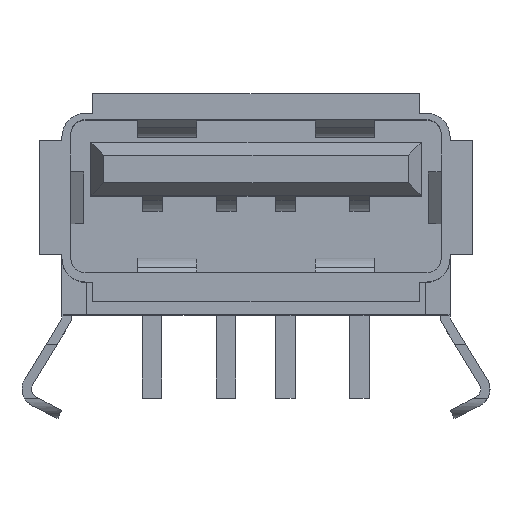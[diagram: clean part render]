
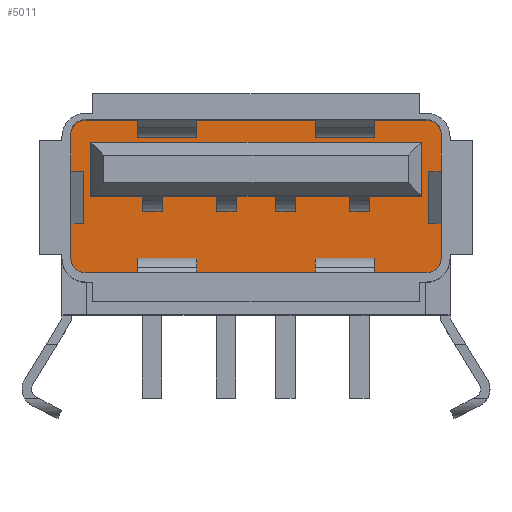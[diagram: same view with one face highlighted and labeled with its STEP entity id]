
A CAD part, top view. The second image highlights one B-rep face of the part: STEP entity #5011.
In plain terms, the highlighted planar face has unit normal (0, 0, 1).
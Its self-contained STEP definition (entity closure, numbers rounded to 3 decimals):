
#454 = CIRCLE ( 'NONE', #726, 0.48 ) ;
#726 = AXIS2_PLACEMENT_3D ( 'NONE', #7619, #7626, #7627 ) ;
#730 = VECTOR ( 'NONE', #7634, 1000. ) ;
#1763 = FACE_OUTER_BOUND ( 'NONE', #5217, .T. ) ;
#1767 = FACE_BOUND ( 'NONE', #5215, .T. ) ;
#1770 = AXIS2_PLACEMENT_3D ( 'NONE', #6865, #6866, #6867 ) ;
#2452 = LINE ( 'NONE', #2453, #10211 ) ;
#2453 = CARTESIAN_POINT ( 'NONE',  ( -5.575, 4.72, -1.8 ) ) ;
#2454 = DIRECTION ( 'NONE',  ( 0., -1., 0. ) ) ;
#2471 = LINE ( 'NONE', #2472, #10147 ) ;
#2472 = CARTESIAN_POINT ( 'NONE',  ( 5.575, 4.72, -1.8 ) ) ;
#2473 = DIRECTION ( 'NONE',  ( 0., 1., 0. ) ) ;
#2474 = LINE ( 'NONE', #2475, #10146 ) ;
#2475 = CARTESIAN_POINT ( 'NONE',  ( -5.575, 4.72, -1.8 ) ) ;
#2476 = DIRECTION ( 'NONE',  ( -1., 0., 0. ) ) ;
#2986 = EDGE_CURVE ( 'NONE', #5560, #5537, #2452, .T. ) ;
#2999 = EDGE_CURVE ( 'NONE', #5624, #5567, #2471, .T. ) ;
#3000 = EDGE_CURVE ( 'NONE', #5567, #5560, #2474, .T. ) ;
#3569 = VECTOR ( 'NONE', #7463, 1000. ) ;
#3660 = EDGE_CURVE ( 'NONE', #5545, #5581, #7856, .T. ) ;
#3661 = EDGE_CURVE ( 'NONE', #5565, #5545, #8114, .T. ) ;
#3662 = EDGE_CURVE ( 'NONE', #5572, #5565, #7855, .T. ) ;
#3878 = EDGE_CURVE ( 'NONE', #5581, #5558, #8155, .T. ) ;
#3879 = EDGE_CURVE ( 'NONE', #5558, #5556, #7854, .T. ) ;
#3880 = EDGE_CURVE ( 'NONE', #5556, #5570, #8165, .T. ) ;
#5011 = ADVANCED_FACE ( 'NONE', ( #1763, #1767 ), #6864, .T. ) ;
#5215 = EDGE_LOOP ( 'NONE', ( #6254, #6255, #6256, #6257 ) ) ;
#5217 = EDGE_LOOP ( 'NONE', ( #6245, #6237, #6249, #6248, #6250, #6251, #6252, #6253 ) ) ;
#5537 = VERTEX_POINT ( 'NONE', #9646 ) ;
#5545 = VERTEX_POINT ( 'NONE', #9654 ) ;
#5556 = VERTEX_POINT ( 'NONE', #9665 ) ;
#5558 = VERTEX_POINT ( 'NONE', #9667 ) ;
#5560 = VERTEX_POINT ( 'NONE', #9669 ) ;
#5565 = VERTEX_POINT ( 'NONE', #9674 ) ;
#5567 = VERTEX_POINT ( 'NONE', #9676 ) ;
#5570 = VERTEX_POINT ( 'NONE', #9678 ) ;
#5571 = VERTEX_POINT ( 'NONE', #9679 ) ;
#5572 = VERTEX_POINT ( 'NONE', #9680 ) ;
#5581 = VERTEX_POINT ( 'NONE', #9689 ) ;
#5624 = VERTEX_POINT ( 'NONE', #9727 ) ;
#6237 = ORIENTED_EDGE ( 'NONE', *, *, #8635, .T. ) ;
#6245 = ORIENTED_EDGE ( 'NONE', *, *, #8633, .T. ) ;
#6248 = ORIENTED_EDGE ( 'NONE', *, *, #3661, .T. ) ;
#6249 = ORIENTED_EDGE ( 'NONE', *, *, #3662, .T. ) ;
#6250 = ORIENTED_EDGE ( 'NONE', *, *, #3660, .T. ) ;
#6251 = ORIENTED_EDGE ( 'NONE', *, *, #3878, .T. ) ;
#6252 = ORIENTED_EDGE ( 'NONE', *, *, #3879, .T. ) ;
#6253 = ORIENTED_EDGE ( 'NONE', *, *, #3880, .T. ) ;
#6254 = ORIENTED_EDGE ( 'NONE', *, *, #3000, .F. ) ;
#6255 = ORIENTED_EDGE ( 'NONE', *, *, #2999, .F. ) ;
#6256 = ORIENTED_EDGE ( 'NONE', *, *, #6318, .F. ) ;
#6257 = ORIENTED_EDGE ( 'NONE', *, *, #2986, .F. ) ;
#6318 = EDGE_CURVE ( 'NONE', #5537, #5624, #7461, .T. ) ;
#6864 = PLANE ( 'NONE',  #1770 ) ;
#6865 = CARTESIAN_POINT ( 'NONE',  ( 5.77, 5., -1.8 ) ) ;
#6866 = DIRECTION ( 'NONE',  ( 0., 0., 1. ) ) ;
#6867 = DIRECTION ( 'NONE',  ( 1., 0., 0. ) ) ;
#7461 = LINE ( 'NONE', #7462, #3569 ) ;
#7462 = CARTESIAN_POINT ( 'NONE',  ( -5.575, 2.92, -1.8 ) ) ;
#7463 = DIRECTION ( 'NONE',  ( 1., 0., 0. ) ) ;
#7619 = CARTESIAN_POINT ( 'NONE',  ( 5.77, 5., -1.8 ) ) ;
#7626 = DIRECTION ( 'NONE',  ( 0., 0., 1. ) ) ;
#7627 = DIRECTION ( 'NONE',  ( 1., 0., 0. ) ) ;
#7632 = LINE ( 'NONE', #7633, #730 ) ;
#7633 = CARTESIAN_POINT ( 'NONE',  ( -5.77, 5.48, -1.8 ) ) ;
#7634 = DIRECTION ( 'NONE',  ( -1., 0., 0. ) ) ;
#7854 = CIRCLE ( 'NONE', #9982, 0.48 ) ;
#7855 = CIRCLE ( 'NONE', #9985, 0.48 ) ;
#7856 = CIRCLE ( 'NONE', #9987, 0.48 ) ;
#8106 = CARTESIAN_POINT ( 'NONE',  ( -5.77, 0.8, -1.8 ) ) ;
#8108 = DIRECTION ( 'NONE',  ( 0., 0., 1. ) ) ;
#8110 = DIRECTION ( 'NONE',  ( 1., 0., 0. ) ) ;
#8112 = CARTESIAN_POINT ( 'NONE',  ( -5.77, 5., -1.8 ) ) ;
#8114 = LINE ( 'NONE', #8116, #9983 ) ;
#8116 = CARTESIAN_POINT ( 'NONE',  ( -6.25, 5., -1.8 ) ) ;
#8118 = DIRECTION ( 'NONE',  ( 0., -1., 0. ) ) ;
#8119 = DIRECTION ( 'NONE',  ( 0., 0., 1. ) ) ;
#8120 = DIRECTION ( 'NONE',  ( 1., 0., 0. ) ) ;
#8155 = LINE ( 'NONE', #8157, #9981 ) ;
#8157 = CARTESIAN_POINT ( 'NONE',  ( -5.77, 0.32, -1.8 ) ) ;
#8158 = DIRECTION ( 'NONE',  ( 1., 0., 0. ) ) ;
#8159 = CARTESIAN_POINT ( 'NONE',  ( 5.77, 0.8, -1.8 ) ) ;
#8161 = DIRECTION ( 'NONE',  ( 0., 0., 1. ) ) ;
#8162 = DIRECTION ( 'NONE',  ( 1., 0., 0. ) ) ;
#8165 = LINE ( 'NONE', #8166, #9978 ) ;
#8166 = CARTESIAN_POINT ( 'NONE',  ( 6.25, 0.8, -1.8 ) ) ;
#8167 = DIRECTION ( 'NONE',  ( 0., 1., 0. ) ) ;
#8633 = EDGE_CURVE ( 'NONE', #5570, #5571, #454, .T. ) ;
#8635 = EDGE_CURVE ( 'NONE', #5571, #5572, #7632, .T. ) ;
#9646 = CARTESIAN_POINT ( 'NONE',  ( -5.575, 2.92, -1.8 ) ) ;
#9654 = CARTESIAN_POINT ( 'NONE',  ( -6.25, 0.8, -1.8 ) ) ;
#9665 = CARTESIAN_POINT ( 'NONE',  ( 6.25, 0.8, -1.8 ) ) ;
#9667 = CARTESIAN_POINT ( 'NONE',  ( 5.77, 0.32, -1.8 ) ) ;
#9669 = CARTESIAN_POINT ( 'NONE',  ( -5.575, 4.72, -1.8 ) ) ;
#9674 = CARTESIAN_POINT ( 'NONE',  ( -6.25, 5., -1.8 ) ) ;
#9676 = CARTESIAN_POINT ( 'NONE',  ( 5.575, 4.72, -1.8 ) ) ;
#9678 = CARTESIAN_POINT ( 'NONE',  ( 6.25, 5., -1.8 ) ) ;
#9679 = CARTESIAN_POINT ( 'NONE',  ( 5.77, 5.48, -1.8 ) ) ;
#9680 = CARTESIAN_POINT ( 'NONE',  ( -5.77, 5.48, -1.8 ) ) ;
#9689 = CARTESIAN_POINT ( 'NONE',  ( -5.77, 0.32, -1.8 ) ) ;
#9727 = CARTESIAN_POINT ( 'NONE',  ( 5.575, 2.92, -1.8 ) ) ;
#9978 = VECTOR ( 'NONE', #8167, 1000. ) ;
#9981 = VECTOR ( 'NONE', #8158, 1000. ) ;
#9982 = AXIS2_PLACEMENT_3D ( 'NONE', #8159, #8161, #8162 ) ;
#9983 = VECTOR ( 'NONE', #8118, 1000. ) ;
#9985 = AXIS2_PLACEMENT_3D ( 'NONE', #8112, #8119, #8120 ) ;
#9987 = AXIS2_PLACEMENT_3D ( 'NONE', #8106, #8108, #8110 ) ;
#10146 = VECTOR ( 'NONE', #2476, 1000. ) ;
#10147 = VECTOR ( 'NONE', #2473, 1000. ) ;
#10211 = VECTOR ( 'NONE', #2454, 1000. ) ;
